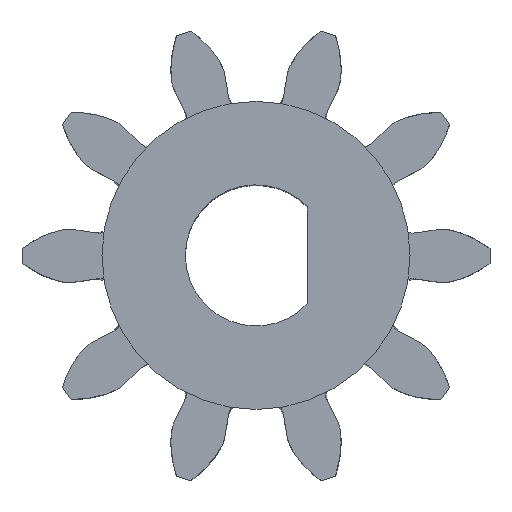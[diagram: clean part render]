
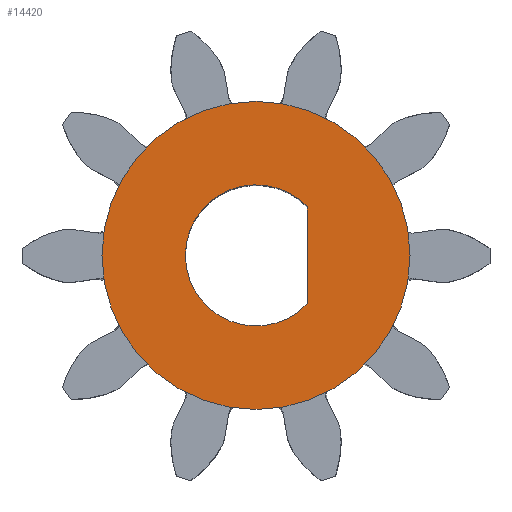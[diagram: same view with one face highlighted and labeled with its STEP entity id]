
A CAD part, top view. The second image highlights one B-rep face of the part: STEP entity #14420.
In plain terms, the highlighted planar face has unit normal (0, 0, 1).
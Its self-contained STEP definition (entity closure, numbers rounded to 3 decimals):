
#14351 = VERTEX_POINT('',#14352);
#14352 = CARTESIAN_POINT('',(2.,-1.887,15.));
#14358 = EDGE_CURVE('',#14359,#14351,#14361,.T.);
#14359 = VERTEX_POINT('',#14360);
#14360 = CARTESIAN_POINT('',(2.,1.887,15.));
#14361 = CIRCLE('',#14362,2.75);
#14362 = AXIS2_PLACEMENT_3D('',#14363,#14364,#14365);
#14363 = CARTESIAN_POINT('',(0.,0.,15.
    ));
#14364 = DIRECTION('',(0.,0.,1.));
#14365 = DIRECTION('',(1.,0.,0.));
#14385 = EDGE_CURVE('',#14351,#14359,#14386,.T.);
#14386 = LINE('',#14387,#14388);
#14387 = CARTESIAN_POINT('',(2.,0.944,15.));
#14388 = VECTOR('',#14389,1.);
#14389 = DIRECTION('',(0.,1.,0.));
#14420 = ADVANCED_FACE('',(#14421,#14432),#14436,.T.);
#14421 = FACE_BOUND('',#14422,.F.);
#14422 = EDGE_LOOP('',(#14423));
#14423 = ORIENTED_EDGE('',*,*,#14424,.T.);
#14424 = EDGE_CURVE('',#14425,#14425,#14427,.T.);
#14425 = VERTEX_POINT('',#14426);
#14426 = CARTESIAN_POINT('',(0.,6.,15.));
#14427 = CIRCLE('',#14428,6.);
#14428 = AXIS2_PLACEMENT_3D('',#14429,#14430,#14431);
#14429 = CARTESIAN_POINT('',(0.,0.,15.
    ));
#14430 = DIRECTION('',(0.,0.,-1.));
#14431 = DIRECTION('',(0.,1.,0.));
#14432 = FACE_BOUND('',#14433,.F.);
#14433 = EDGE_LOOP('',(#14434,#14435));
#14434 = ORIENTED_EDGE('',*,*,#14385,.T.);
#14435 = ORIENTED_EDGE('',*,*,#14358,.T.);
#14436 = PLANE('',#14437);
#14437 = AXIS2_PLACEMENT_3D('',#14438,#14439,#14440);
#14438 = CARTESIAN_POINT('',(0.,0.,15.
    ));
#14439 = DIRECTION('',(0.,0.,1.));
#14440 = DIRECTION('',(0.,-1.,0.));
